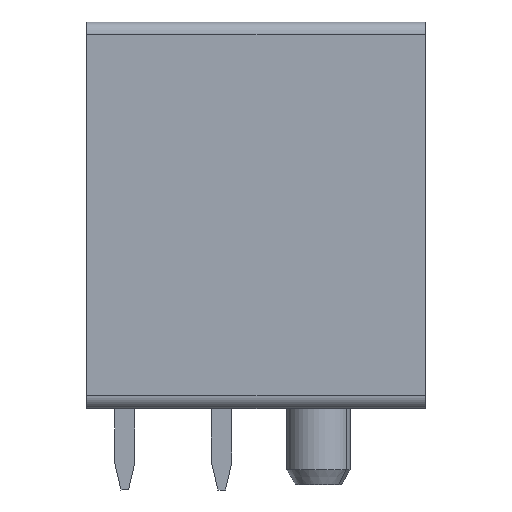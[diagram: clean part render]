
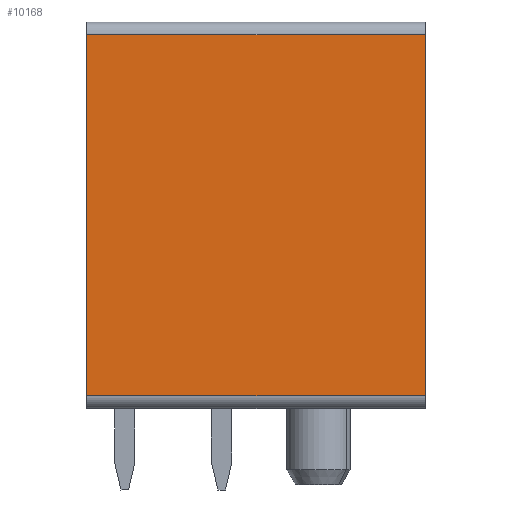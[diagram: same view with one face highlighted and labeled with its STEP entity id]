
A CAD part, left-side view. The second image highlights one B-rep face of the part: STEP entity #10168.
In plain terms, the highlighted planar face has unit normal (-1, 0, 0).
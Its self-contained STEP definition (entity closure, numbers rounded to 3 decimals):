
#10160=AXIS2_PLACEMENT_3D('Plane Axis2P3D',#10157,#10158,#10159) ;
#112=CARTESIAN_POINT('Vertex',(0.,0.,17.9)) ;
#115=CARTESIAN_POINT('Line Origine',(0.,0.,10.8)) ;
#119=CARTESIAN_POINT('Vertex',(0.,0.,3.7)) ;
#1503=CARTESIAN_POINT('Vertex',(0.,13.3,3.7)) ;
#1506=CARTESIAN_POINT('Line Origine',(0.,13.3,10.8)) ;
#1510=CARTESIAN_POINT('Vertex',(0.,13.3,17.9)) ;
#10128=CARTESIAN_POINT('Line Origine',(0.,6.65,17.9)) ;
#10145=CARTESIAN_POINT('Line Origine',(0.,6.65,3.7)) ;
#10157=CARTESIAN_POINT('Axis2P3D Location',(0.,0.,0.)) ;
#116=DIRECTION('Vector Direction',(0.,0.,-1.)) ;
#1507=DIRECTION('Vector Direction',(0.,0.,1.)) ;
#10129=DIRECTION('Vector Direction',(0.,1.,0.)) ;
#10146=DIRECTION('Vector Direction',(0.,1.,0.)) ;
#10158=DIRECTION('Axis2P3D Direction',(-1.,0.,0.)) ;
#10159=DIRECTION('Axis2P3D XDirection',(0.,-1.,0.)) ;
#117=VECTOR('Line Direction',#116,1.) ;
#1508=VECTOR('Line Direction',#1507,1.) ;
#10130=VECTOR('Line Direction',#10129,1.) ;
#10147=VECTOR('Line Direction',#10146,1.) ;
#10163=ORIENTED_EDGE('',*,*,#121,.T.) ;
#10164=ORIENTED_EDGE('',*,*,#10132,.T.) ;
#10165=ORIENTED_EDGE('',*,*,#1512,.T.) ;
#10166=ORIENTED_EDGE('',*,*,#10149,.T.) ;
#10168=ADVANCED_FACE('HOUSING',(#10167),#10161,.T.) ;
#121=EDGE_CURVE('',#120,#113,#118,.F.) ;
#1512=EDGE_CURVE('',#1511,#1504,#1509,.F.) ;
#10132=EDGE_CURVE('',#113,#1511,#10131,.T.) ;
#10149=EDGE_CURVE('',#1504,#120,#10148,.F.) ;
#10162=EDGE_LOOP('',(#10163,#10164,#10165,#10166)) ;
#10167=FACE_OUTER_BOUND('',#10162,.T.) ;
#118=LINE('Line',#115,#117) ;
#1509=LINE('Line',#1506,#1508) ;
#10131=LINE('Line',#10128,#10130) ;
#10148=LINE('Line',#10145,#10147) ;
#10161=PLANE('',#10160) ;
#113=VERTEX_POINT('',#112) ;
#120=VERTEX_POINT('',#119) ;
#1504=VERTEX_POINT('',#1503) ;
#1511=VERTEX_POINT('',#1510) ;
